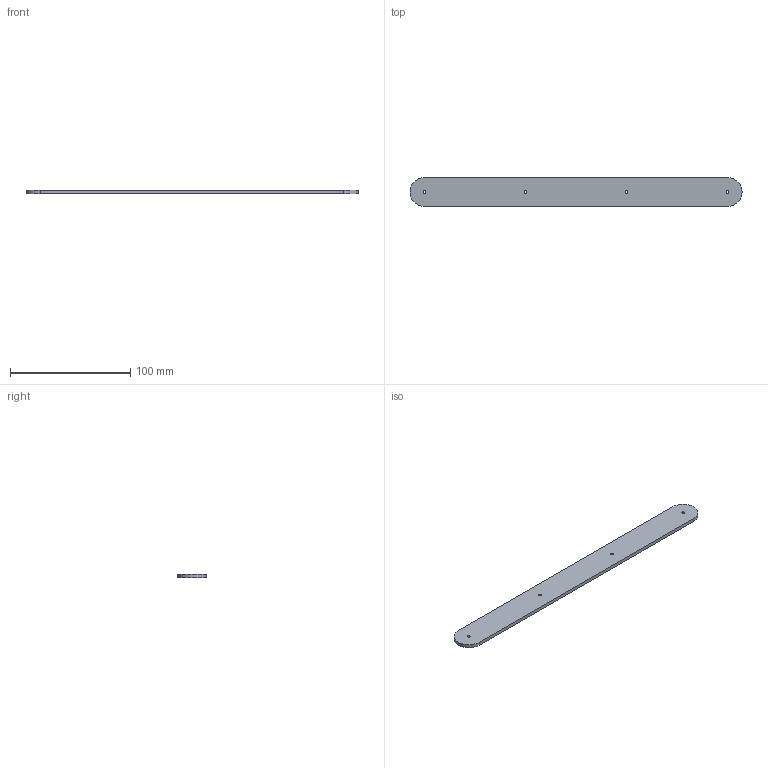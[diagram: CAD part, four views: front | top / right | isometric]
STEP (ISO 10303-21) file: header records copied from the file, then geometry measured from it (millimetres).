
FILE_DESCRIPTION(/* description */ (''),/* implementation_level */ '2;1');
FILE_NAME(/* name */ 'foot3.stp',/* time_stamp */ '2024-07-04T20:58:12-04:00',/* author */ ('Moe'),/* organization */ (''),/* preprocessor_version */ 'ST-DEVELOPER v20',/* originating_system */ 'Autodesk Inventor 2024',/* authorisation */ '');
FILE_SCHEMA (('AUTOMOTIVE_DESIGN { 1 0 10303 214 3 1 1 }'));
Length unit declared in the file: millimetre
Products named in the file (1): foot3
Bounding box: 276.06 x 24 x 3 mm (x, y, z)
Volume: 19459.9 mm3; surface area: 14794.7 mm2
Topology: 1 solids, 1 shells, 10 faces, 24 edges, 17 vertices
Faces by surface type: cylinder 6, plane 4
Full cylindrical faces by diameter (mm): 2.2 x4
Entity records: 379 total; most frequent: DIRECTION 58, CARTESIAN_POINT 52, ORIENTED_EDGE 48, EDGE_CURVE 24, AXIS2_PLACEMENT_3D 23, EDGE_LOOP 18, VERTEX_POINT 16, LINE 12
